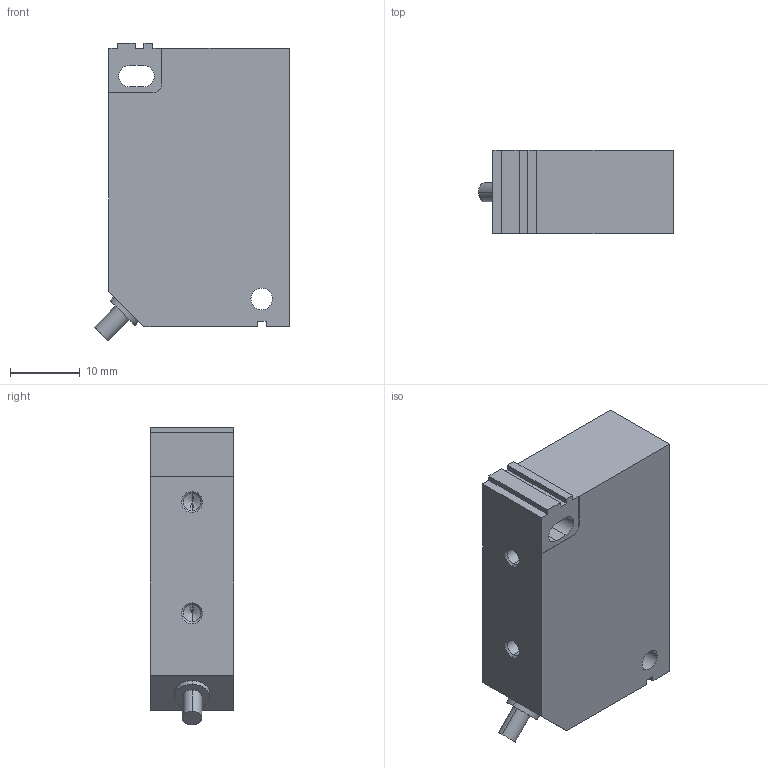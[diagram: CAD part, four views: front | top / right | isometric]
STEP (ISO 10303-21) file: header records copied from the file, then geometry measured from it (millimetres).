
FILE_DESCRIPTION(('starvars output'),'2;1');
FILE_NAME('cv20200406011328000009575.stp','01:13:28 2020/04/06',( 'Thomas Industrial Network Germany GmbH'),( 'Thomas Industrial Network Germany GmbH'),'unknown preprocess','ACIS' ,'unknown authorization');
FILE_SCHEMA(('AUTOMOTIVE_DESIGN_CC2 {UNKNOWN IMPLEMENTATION LEVEL}'));
Length unit declared in the file: millimetre
Products named in the file (1): PRODUCT_ID_1
Bounding box: 28.04 x 12 x 42.8 mm (x, y, z)
Volume: 12067.3 mm3; surface area: 4053.7 mm2
Topology: 1 solids, 1 shells, 70 faces, 171 edges, 108 vertices
Faces by surface type: plane 34, cylinder 24, cone 12
Entity records: 2439 total; most frequent: ORIENTED_EDGE 334, CARTESIAN_POINT 296, DIRECTION 271, EDGE_CURVE 167, VERTEX_POINT 108, VECTOR 105, LINE 105, AXIS2_PLACEMENT_3D 83
